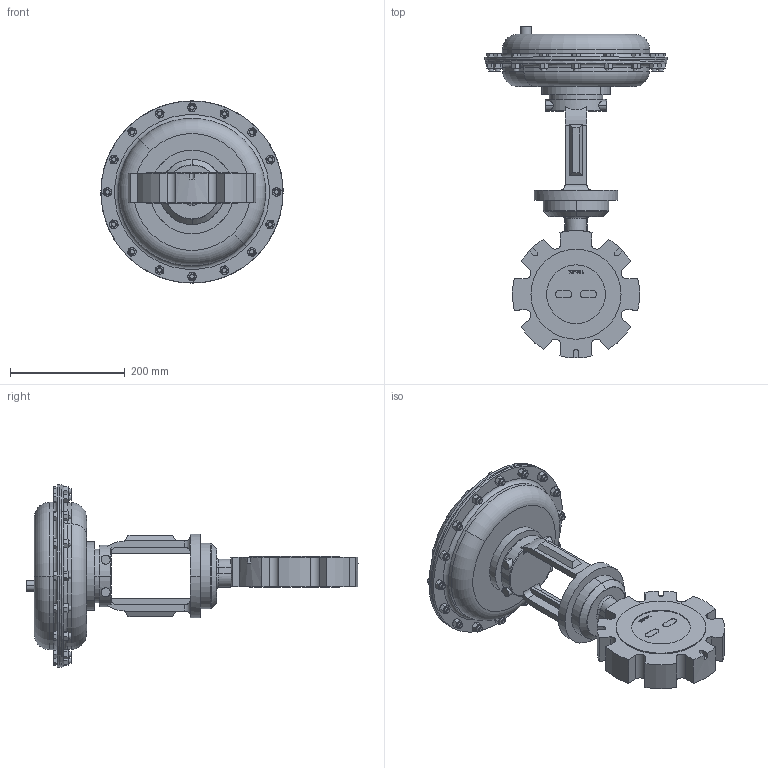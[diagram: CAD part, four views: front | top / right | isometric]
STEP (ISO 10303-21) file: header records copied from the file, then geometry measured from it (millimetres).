
FILE_DESCRIPTION (( 'STEP AP203' ), '1' );
FILE_NAME ('75-400-CS+S6-I3-55M.STEP', '2017-08-24T17:54:05', ( '' ), ( '' ), 'SwSTEP 2.0', 'SolidWorks 2014', '' );
FILE_SCHEMA (( 'CONFIG_CONTROL_DESIGN' ));
Length unit declared in the file: inch
Products named in the file (1): 75-400-CS+S6-I3-55M
Bounding box: 317.5 x 578.58 x 317.5 mm (x, y, z)
Volume: 7841489.3 mm3; surface area: 449504.3 mm2
Topology: 1 solids, 1 shells, 877 faces, 2040 edges, 1240 vertices
Faces by surface type: plane 365, cone 328, cylinder 121, bspline 45, torus 18
Entity records: 30557 total; most frequent: CARTESIAN_POINT 11665, ORIENTED_EDGE 4080, DIRECTION 3591, EDGE_CURVE 2040, AXIS2_PLACEMENT_3D 1422, VERTEX_POINT 1240, EDGE_LOOP 954, ADVANCED_FACE 877
